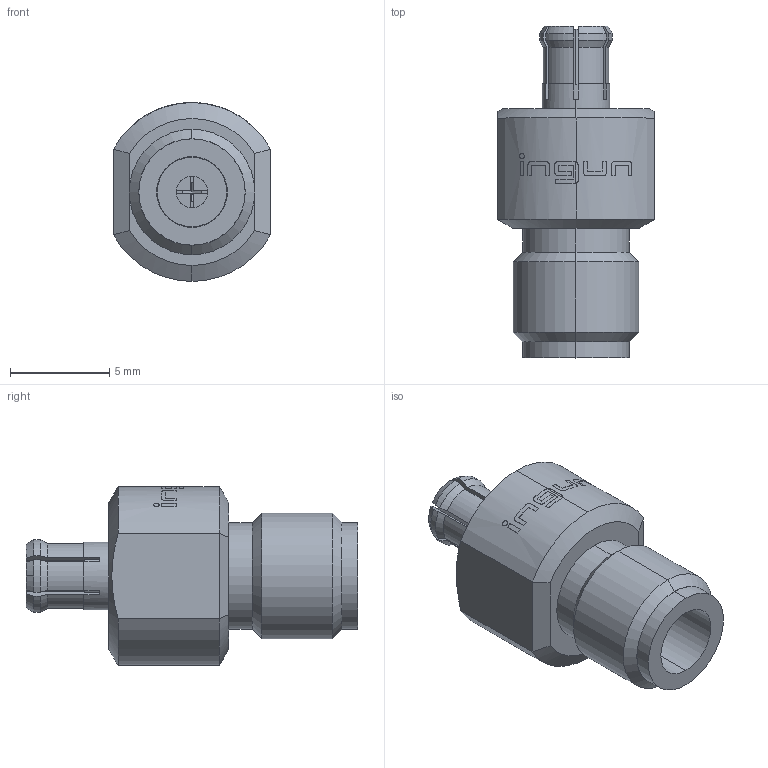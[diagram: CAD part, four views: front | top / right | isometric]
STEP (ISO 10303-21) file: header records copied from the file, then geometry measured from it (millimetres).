
FILE_DESCRIPTION (( 'STEP AP203' ), '1' );
FILE_NAME ('INGUN_HFS-ADA-MCX-M-PC35-F.STEP', '2022-05-09T10:59:24', ( 'ochi' ), ( '' ), 'SwSTEP 2.0', 'SolidWorks 2018', '' );
FILE_SCHEMA (( 'CONFIG_CONTROL_DESIGN' ));
Length unit declared in the file: millimetre
Products named in the file (1): INGUN_HFS-ADA-MCX-M-PC35-F
Bounding box: 7.9 x 16.7 x 9 mm (x, y, z)
Volume: 510 mm3; surface area: 616.2 mm2
Topology: 1 solids, 1 shells, 221 faces, 583 edges, 380 vertices
Faces by surface type: plane 108, cylinder 61, cone 30, bspline 22
Entity records: 7341 total; most frequent: CARTESIAN_POINT 1927, ORIENTED_EDGE 1162, DIRECTION 1056, EDGE_CURVE 581, AXIS2_PLACEMENT_3D 403, VERTEX_POINT 380, VECTOR 250, LINE 250
